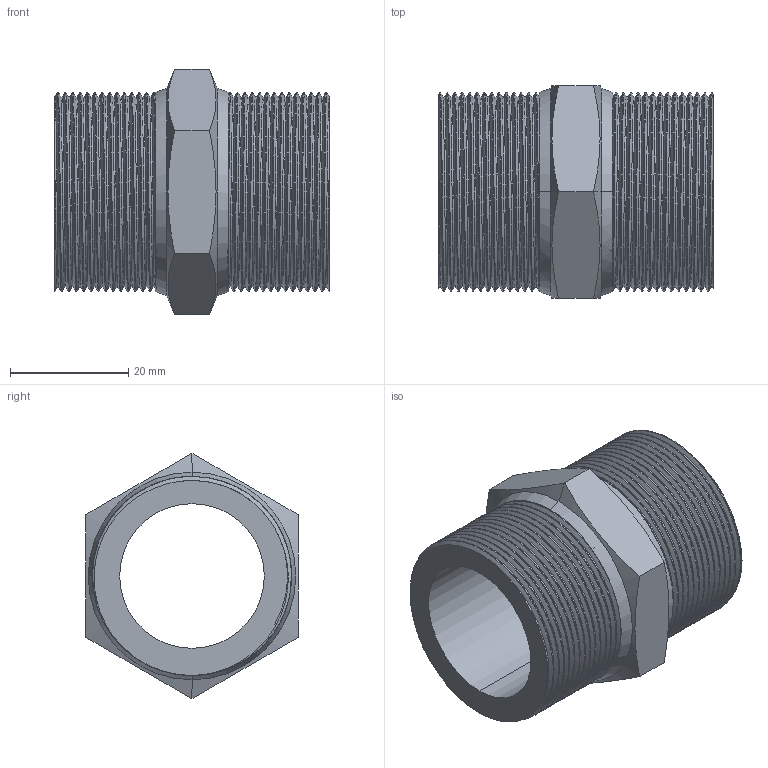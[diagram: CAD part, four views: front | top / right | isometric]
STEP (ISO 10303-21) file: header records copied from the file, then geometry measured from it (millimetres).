
FILE_DESCRIPTION (( 'STEP AP203' ), '1' );
FILE_NAME ('3D_R-207-ZK_1_17142650.STEP', '2024-08-20T09:38:06', ( '' ), ( '' ), 'SwSTEP 2.0', 'SolidWorks 2024', '' );
FILE_SCHEMA (( 'CONFIG_CONTROL_DESIGN' ));
Length unit declared in the file: millimetre
Products named in the file (1): 3D_R-207-ZK_1_17142650
Bounding box: 46.5 x 36 x 41.57 mm (x, y, z)
Volume: 20146.3 mm3; surface area: 13039.7 mm2
Topology: 2 solids, 2 shells, 88 faces, 240 edges, 156 vertices
Faces by surface type: cylinder 60, plane 12, cone 8, bspline 8
Entity records: 12699 total; most frequent: CARTESIAN_POINT 10775, ORIENTED_EDGE 480, DIRECTION 286, EDGE_CURVE 240, VERTEX_POINT 156, AXIS2_PLACEMENT_3D 105, EDGE_LOOP 92, ADVANCED_FACE 88
